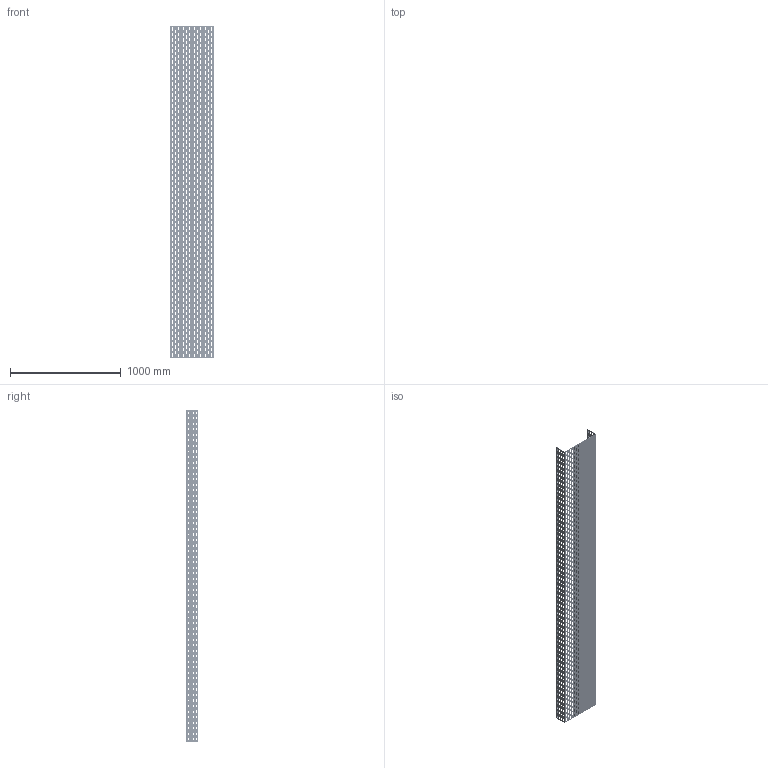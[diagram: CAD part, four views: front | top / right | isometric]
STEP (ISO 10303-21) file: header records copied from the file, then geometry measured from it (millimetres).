
FILE_DESCRIPTION (( 'STEP AP214' ), '1' );
FILE_NAME ('6061400.stp', '2018-10-03T07:07:28', ( '' ), ( '' ), 'SwSTEP 2.0', 'SolidWorks 2018', '' );
FILE_SCHEMA (( 'AUTOMOTIVE_DESIGN' ));
Products named in the file (1): 6061400
Bounding box: 400 x 111 x 3000 mm (x, y, z)
Volume: 2527748.9 mm3; surface area: 3512255.6 mm2
Topology: 1 solids, 1 shells, 6421 faces, 19241 edges, 12822 vertices
Faces by surface type: cylinder 3645, plane 2776
Entity records: 224523 total; most frequent: DIRECTION 39375, CARTESIAN_POINT 38485, ORIENTED_EDGE 38482, EDGE_CURVE 19241, AXIS2_PLACEMENT_3D 13712, VERTEX_POINT 12822, VECTOR 11951, LINE 11951
